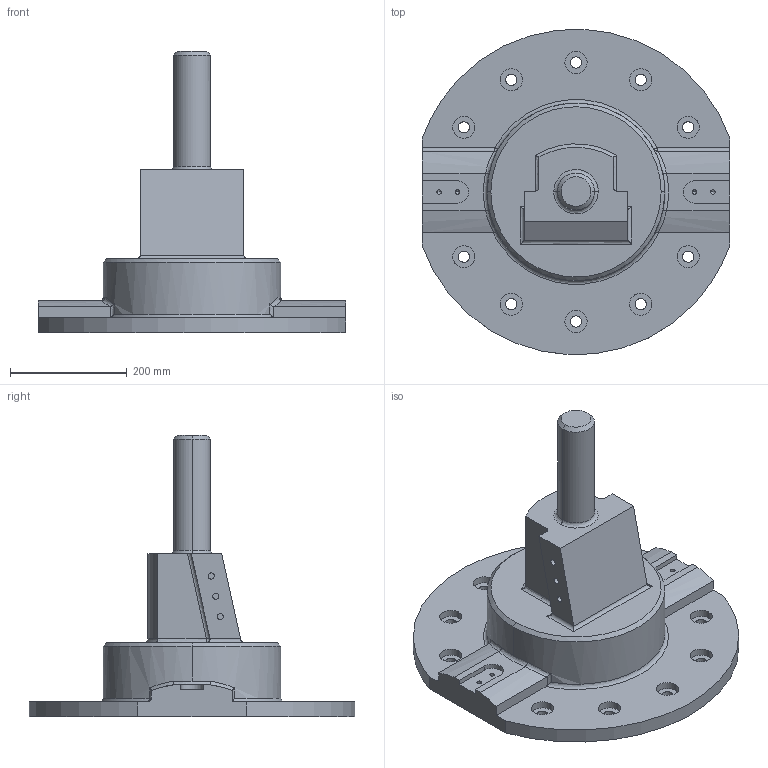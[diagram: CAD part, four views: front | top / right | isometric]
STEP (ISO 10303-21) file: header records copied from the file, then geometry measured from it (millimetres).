
FILE_DESCRIPTION(/* description */ (''),/* implementation_level */ '2;1');
FILE_NAME(/* name */ 'NIEBC7~1',/* time_stamp */ '2014-04-01T10:40:02-04:00',/* author */ (''),/* organization */ (''),/* preprocessor_version */ 'ST-DEVELOPER v15',/* originating_system */ '',/* authorisation */ '');
FILE_SCHEMA (('CONFIG_CONTROL_DESIGN'));
Length unit declared in the file: inch
Products named in the file (1): Document
Bounding box: 527.05 x 558.29 x 482.6 mm (x, y, z)
Volume: 12722571.7 mm3; surface area: 857809.9 mm2
Topology: 1 solids, 1 shells, 163 faces, 426 edges, 278 vertices
Faces by surface type: bspline 119, plane 44
Entity records: 6348 total; most frequent: CARTESIAN_POINT 3810, ORIENTED_EDGE 832, EDGE_CURVE 416, VERTEX_POINT 278, B_SPLINE_CURVE_WITH_KNOTS 207, EDGE_LOOP 206, ADVANCED_FACE 163, FACE_OUTER_BOUND 163
